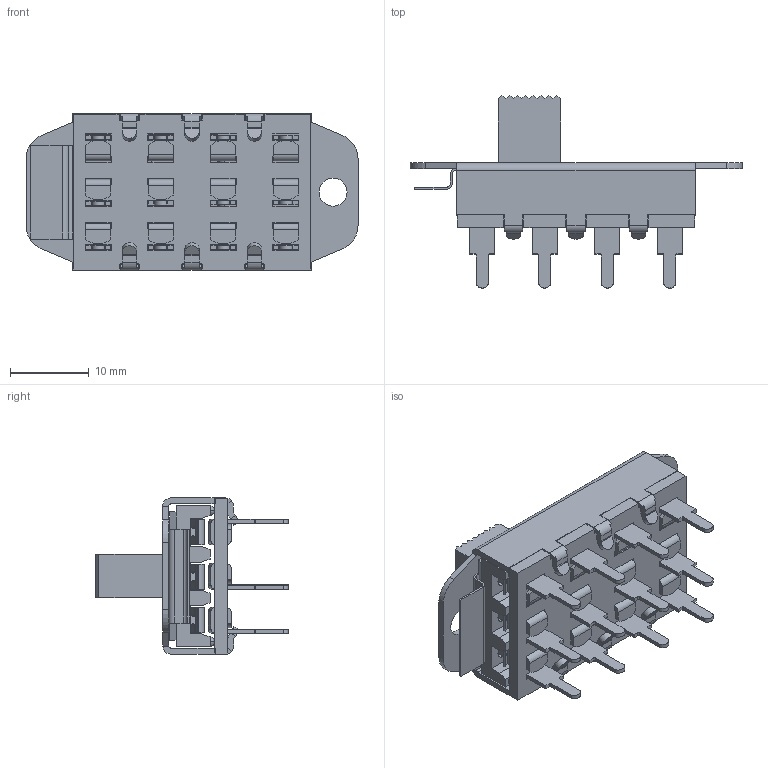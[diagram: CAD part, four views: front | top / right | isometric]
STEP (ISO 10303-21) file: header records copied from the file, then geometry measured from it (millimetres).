
FILE_DESCRIPTION(('CAx-IF Rec.Pracs.---Model Styling and Organization---1.5---2016-08-15','CAx-IF Rec.Pracs.---Geometric and Assembly Validation Properties---4.4---2016-08-17','CAx-IF Rec.Pracs.---User Defined Attributes---1.5---2016-08-15','CAx-IF Rec.Pracs.---External References---2.1---2005-01-19'),'2;1');
FILE_NAME('G-368S-0001.step','2020-08-11T19:40:33',('Unspecified'),('Unspecified'),'CAD Exchanger 3.8.1 (cadexchanger.com)','Unspecified','');
FILE_SCHEMA(('AUTOMOTIVE_DESIGN { 1 0 10303 214 1 1 1 1 }'));
Length unit declared in the file: millimetre
Products named in the file (1): G-368S-0001_Shrinkwrap_1
Bounding box: 42.06 x 24.37 x 19.77 mm (x, y, z)
Surface area: 7946.8 mm2 (no closed solid volume)
Topology: 0 solids, 22 shells, 983 faces, 2681 edges, 1746 vertices
Faces by surface type: plane 673, cylinder 256, bspline 30, sphere 24
Full cylindrical faces by diameter (mm): 1.397 x6, 1.727 x6, 3.556 x2
Entity records: 39464 total; most frequent: CARTESIAN_POINT 6423, ORIENTED_EDGE 5362, DIRECTION 5115, EDGE_CURVE 2681, LINE 2071, VECTOR 2071, VERTEX_POINT 1746, AXIS2_PLACEMENT_3D 1522
